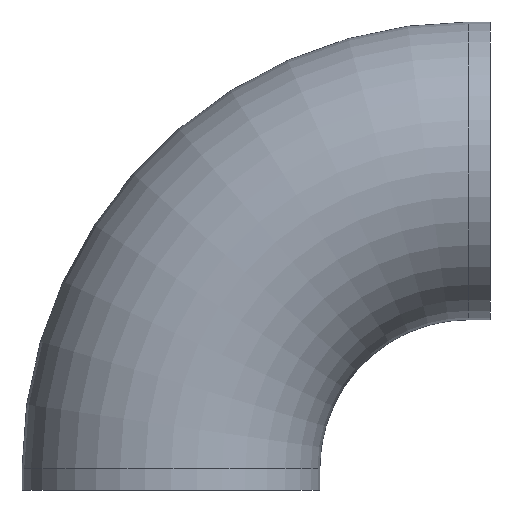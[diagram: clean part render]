
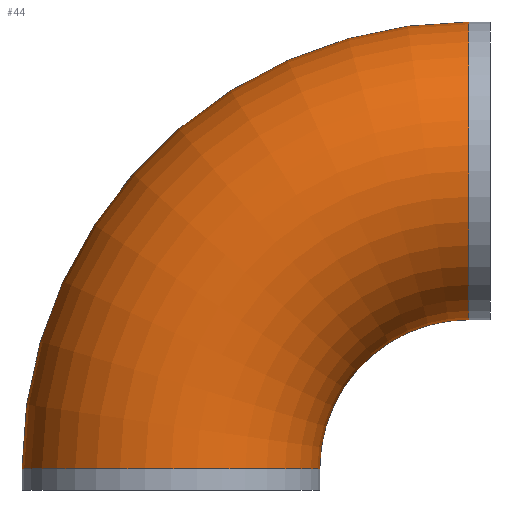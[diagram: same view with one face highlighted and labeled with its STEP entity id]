
A CAD part, front view. The second image highlights one B-rep face of the part: STEP entity #44.
In plain terms, the highlighted toroidal (fillet/blend) face has major radius 140 mm and minor radius 70 mm.
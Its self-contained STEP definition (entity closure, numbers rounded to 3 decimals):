
#44 = ADVANCED_FACE( '', ( #89, #90 ), #91, .T. );
#89 = FACE_OUTER_BOUND( '', #128, .T. );
#90 = FACE_OUTER_BOUND( '', #129, .T. );
#91 = TOROIDAL_SURFACE( '', #130, 140., 70. );
#128 = EDGE_LOOP( '', ( #173 ) );
#129 = EDGE_LOOP( '', ( #174 ) );
#130 = AXIS2_PLACEMENT_3D( '', #175, #176, #177 );
#173 = ORIENTED_EDGE( '', *, *, #190, .T. );
#174 = ORIENTED_EDGE( '', *, *, #197, .F. );
#175 = CARTESIAN_POINT( '', ( 140., 0., 10. ) );
#176 = DIRECTION( '', ( 0., 1., 0. ) );
#177 = DIRECTION( '', ( 0., 0., 1. ) );
#190 = EDGE_CURVE( '', #209, #209, #210, .T. );
#197 = EDGE_CURVE( '', #220, #220, #221, .T. );
#209 = VERTEX_POINT( '', #233 );
#210 = CIRCLE( '', #234, 70. );
#220 = VERTEX_POINT( '', #244 );
#221 = CIRCLE( '', #245, 70. );
#233 = CARTESIAN_POINT( '', ( 70., 0., 10. ) );
#234 = AXIS2_PLACEMENT_3D( '', #257, #258, #259 );
#244 = CARTESIAN_POINT( '', ( 140., 0., 80. ) );
#245 = AXIS2_PLACEMENT_3D( '', #269, #270, #271 );
#257 = CARTESIAN_POINT( '', ( 0., 0., 10. ) );
#258 = DIRECTION( '', ( 0., 0., 1. ) );
#259 = DIRECTION( '', ( 1., 0., 0. ) );
#269 = CARTESIAN_POINT( '', ( 140., 0., 150. ) );
#270 = DIRECTION( '', ( 1., 0., 0. ) );
#271 = DIRECTION( '', ( 0., 0., -1. ) );
